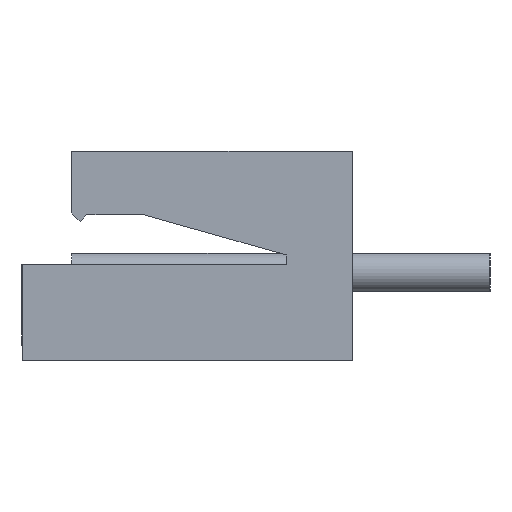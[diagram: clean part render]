
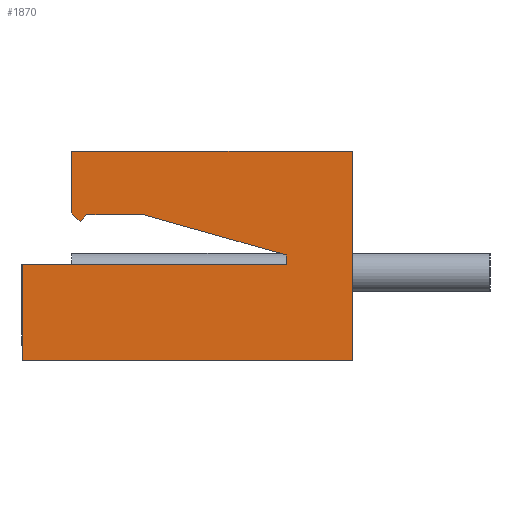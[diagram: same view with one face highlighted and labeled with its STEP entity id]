
A CAD part, left-side view. The second image highlights one B-rep face of the part: STEP entity #1870.
In plain terms, the highlighted planar face has unit normal (-1, 0, 0).
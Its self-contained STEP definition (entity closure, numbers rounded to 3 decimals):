
#20 = LINE ( 'NONE', #85, #84 ) ;
#61 = CARTESIAN_POINT ( 'NONE',  ( 0., 4.821, 2.651 ) ) ;
#62 = DIRECTION ( 'NONE',  ( 0., 1., 0. ) ) ;
#63 = VECTOR ( 'NONE', #62, 1000. ) ;
#64 = CARTESIAN_POINT ( 'NONE',  ( 0., 0., 2.651 ) ) ;
#65 = LINE ( 'NONE', #64, #63 ) ;
#76 = DIRECTION ( 'NONE',  ( 0., 0.962, 0.272 ) ) ;
#77 = VECTOR ( 'NONE', #76, 1000. ) ;
#78 = CARTESIAN_POINT ( 'NONE',  ( 0., 0.58, 1.744 ) ) ;
#79 = LINE ( 'NONE', #78, #77 ) ;
#83 = DIRECTION ( 'NONE',  ( 0., 0., 1. ) ) ;
#84 = VECTOR ( 'NONE', #83, 1000. ) ;
#85 = CARTESIAN_POINT ( 'NONE',  ( 0., 1.2, 3.8 ) ) ;
#86 = CARTESIAN_POINT ( 'NONE',  ( 0., 1.2, 1.918 ) ) ;
#98 = CARTESIAN_POINT ( 'NONE',  ( 0., 3.795, 2.651 ) ) ;
#1516 = DIRECTION ( 'NONE',  ( 0., 0., -1. ) ) ;
#1517 = VECTOR ( 'NONE', #1516, 1000. ) ;
#1518 = CARTESIAN_POINT ( 'NONE',  ( 0., 6., 3.8 ) ) ;
#1519 = LINE ( 'NONE', #1518, #1517 ) ;
#1562 = DIRECTION ( 'NONE',  ( 0., 1., 0. ) ) ;
#1563 = VECTOR ( 'NONE', #1562, 1000. ) ;
#1564 = CARTESIAN_POINT ( 'NONE',  ( 0., 6., 1.75 ) ) ;
#1565 = LINE ( 'NONE', #1564, #1563 ) ;
#1584 = CARTESIAN_POINT ( 'NONE',  ( 0., 6., 0. ) ) ;
#1697 = VERTEX_POINT ( 'NONE', #3178 ) ;
#1699 = EDGE_CURVE ( 'NONE', #1770, #1697, #3127, .T. ) ;
#1770 = VERTEX_POINT ( 'NONE', #3358 ) ;
#1784 = EDGE_CURVE ( 'NONE', #1955, #1785, #3301, .T. ) ;
#1785 = VERTEX_POINT ( 'NONE', #3342 ) ;
#1789 = VERTEX_POINT ( 'NONE', #3324 ) ;
#1790 = VERTEX_POINT ( 'NONE', #3323 ) ;
#1793 = ORIENTED_EDGE ( 'NONE', *, *, #1784, .F. ) ;
#1794 = ORIENTED_EDGE ( 'NONE', *, *, #1954, .F. ) ;
#1795 = ORIENTED_EDGE ( 'NONE', *, *, #1934, .F. ) ;
#1832 = EDGE_CURVE ( 'NONE', #1833, #1858, #3375, .T. ) ;
#1833 = VERTEX_POINT ( 'NONE', #3371 ) ;
#1834 = ORIENTED_EDGE ( 'NONE', *, *, #1835, .F. ) ;
#1835 = EDGE_CURVE ( 'NONE', #1770, #1833, #3370, .T. ) ;
#1836 = ORIENTED_EDGE ( 'NONE', *, *, #1699, .T. ) ;
#1837 = ORIENTED_EDGE ( 'NONE', *, *, #1868, .F. ) ;
#1857 = EDGE_CURVE ( 'NONE', #1882, #1858, #3531, .T. ) ;
#1858 = VERTEX_POINT ( 'NONE', #3527 ) ;
#1859 = ORIENTED_EDGE ( 'NONE', *, *, #1832, .F. ) ;
#1868 = EDGE_CURVE ( 'NONE', #1785, #1697, #3545, .T. ) ;
#1870 = ADVANCED_FACE ( 'NONE', ( #3537 ), #3557, .F. ) ;
#1871 = EDGE_LOOP ( 'NONE', ( #1900, #1901, #1902, #1883, #1859, #1834, #1836, #1837, #1793, #1794, #1795 ) ) ;
#1881 = EDGE_CURVE ( 'NONE', #1789, #1882, #1519, .T. ) ;
#1882 = VERTEX_POINT ( 'NONE', #1584 ) ;
#1883 = ORIENTED_EDGE ( 'NONE', *, *, #1857, .T. ) ;
#1897 = EDGE_CURVE ( 'NONE', #1790, #1789, #1565, .T. ) ;
#1900 = ORIENTED_EDGE ( 'NONE', *, *, #1927, .F. ) ;
#1901 = ORIENTED_EDGE ( 'NONE', *, *, #1897, .T. ) ;
#1902 = ORIENTED_EDGE ( 'NONE', *, *, #1881, .T. ) ;
#1927 = EDGE_CURVE ( 'NONE', #1790, #1928, #20, .T. ) ;
#1928 = VERTEX_POINT ( 'NONE', #86 ) ;
#1934 = EDGE_CURVE ( 'NONE', #1928, #1935, #79, .T. ) ;
#1935 = VERTEX_POINT ( 'NONE', #98 ) ;
#1954 = EDGE_CURVE ( 'NONE', #1935, #1955, #65, .T. ) ;
#1955 = VERTEX_POINT ( 'NONE', #61 ) ;
#3124 = DIRECTION ( 'NONE',  ( 0., 0., -1. ) ) ;
#3125 = VECTOR ( 'NONE', #3124, 1000. ) ;
#3126 = CARTESIAN_POINT ( 'NONE',  ( 0., 5.1, 3.8 ) ) ;
#3127 = LINE ( 'NONE', #3126, #3125 ) ;
#3178 = CARTESIAN_POINT ( 'NONE',  ( 0., 5.1, 2.681 ) ) ;
#3301 = LINE ( 'NONE', #3345, #3344 ) ;
#3323 = CARTESIAN_POINT ( 'NONE',  ( 0., 1.2, 1.75 ) ) ;
#3324 = CARTESIAN_POINT ( 'NONE',  ( 0., 6., 1.75 ) ) ;
#3342 = CARTESIAN_POINT ( 'NONE',  ( 0., 4.945, 2.526 ) ) ;
#3343 = DIRECTION ( 'NONE',  ( 0., 0.707, -0.707 ) ) ;
#3344 = VECTOR ( 'NONE', #3343, 1000. ) ;
#3345 = CARTESIAN_POINT ( 'NONE',  ( 0., 1.836, 5.636 ) ) ;
#3358 = CARTESIAN_POINT ( 'NONE',  ( 0., 5.1, 3.8 ) ) ;
#3367 = DIRECTION ( 'NONE',  ( 0., -1., 0. ) ) ;
#3368 = VECTOR ( 'NONE', #3367, 1000. ) ;
#3369 = CARTESIAN_POINT ( 'NONE',  ( 0., 0., 3.8 ) ) ;
#3370 = LINE ( 'NONE', #3369, #3368 ) ;
#3371 = CARTESIAN_POINT ( 'NONE',  ( 0., 0., 3.8 ) ) ;
#3372 = DIRECTION ( 'NONE',  ( 0., 0., -1. ) ) ;
#3373 = VECTOR ( 'NONE', #3372, 1000. ) ;
#3374 = CARTESIAN_POINT ( 'NONE',  ( 0., 0., 3.8 ) ) ;
#3375 = LINE ( 'NONE', #3374, #3373 ) ;
#3489 = DIRECTION ( 'NONE',  ( 0., 0., -1. ) ) ;
#3490 = DIRECTION ( 'NONE',  ( 1., 0., 0. ) ) ;
#3491 = CARTESIAN_POINT ( 'NONE',  ( 0., 0., 3.8 ) ) ;
#3527 = CARTESIAN_POINT ( 'NONE',  ( 0., 0., 0. ) ) ;
#3528 = DIRECTION ( 'NONE',  ( 0., -1., 0. ) ) ;
#3529 = VECTOR ( 'NONE', #3528, 1000. ) ;
#3530 = CARTESIAN_POINT ( 'NONE',  ( 0., 0., 0. ) ) ;
#3531 = LINE ( 'NONE', #3530, #3529 ) ;
#3537 = FACE_OUTER_BOUND ( 'NONE', #1871, .T. ) ;
#3542 = DIRECTION ( 'NONE',  ( 0., 0.707, 0.707 ) ) ;
#3543 = VECTOR ( 'NONE', #3542, 1000. ) ;
#3544 = CARTESIAN_POINT ( 'NONE',  ( 0., 3.109, 0.691 ) ) ;
#3545 = LINE ( 'NONE', #3544, #3543 ) ;
#3556 = AXIS2_PLACEMENT_3D ( 'NONE', #3491, #3490, #3489 ) ;
#3557 = PLANE ( 'NONE',  #3556 ) ;
